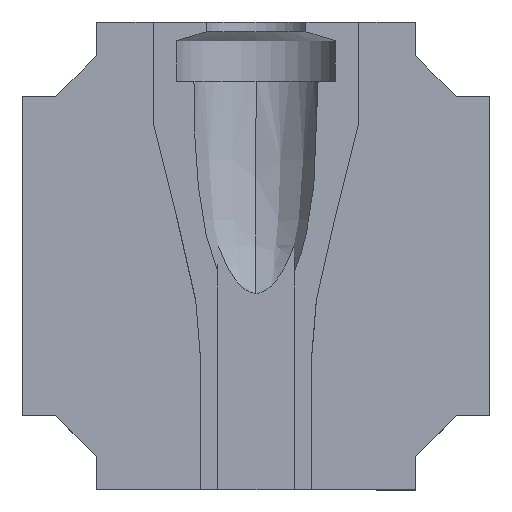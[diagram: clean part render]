
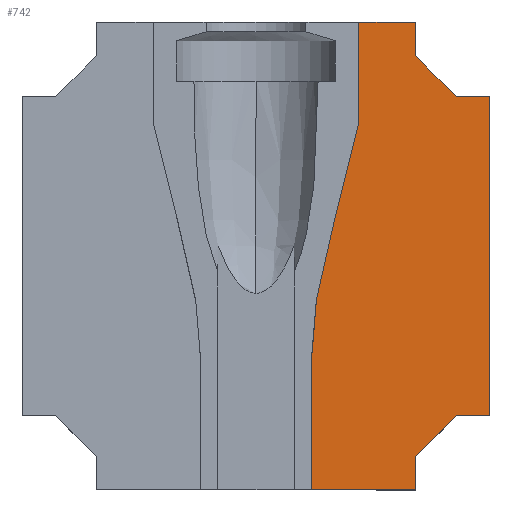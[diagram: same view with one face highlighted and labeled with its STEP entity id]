
A CAD part, top view. The second image highlights one B-rep face of the part: STEP entity #742.
In plain terms, the highlighted planar face has unit normal (0, 0, 1).
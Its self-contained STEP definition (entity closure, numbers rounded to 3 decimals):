
#38=B_SPLINE_CURVE_WITH_KNOTS('',3,(#1456,#1457,#1458,#1459),
 .UNSPECIFIED.,.F.,.F.,(4,4),(-2.,-1.),.UNSPECIFIED.);
#82=FACE_OUTER_BOUND('',#121,.T.);
#121=EDGE_LOOP('',(#654,#655,#656,#657,#658,#659,#660,#661,#662,#663,#664,
#665));
#155=LINE('',#1042,#239);
#158=LINE('',#1047,#242);
#160=LINE('',#1051,#244);
#162=LINE('',#1056,#246);
#165=LINE('',#1061,#249);
#167=LINE('',#1065,#251);
#174=LINE('',#1242,#258);
#201=LINE('',#1368,#285);
#203=LINE('',#1445,#287);
#206=LINE('',#1462,#290);
#207=LINE('',#1467,#291);
#239=VECTOR('',#857,10.);
#242=VECTOR('',#862,10.);
#244=VECTOR('',#866,10.);
#246=VECTOR('',#870,10.);
#249=VECTOR('',#875,10.);
#251=VECTOR('',#879,10.);
#258=VECTOR('',#894,10.);
#285=VECTOR('',#937,10.);
#287=VECTOR('',#955,10.);
#290=VECTOR('',#960,10.);
#291=VECTOR('',#967,10.);
#318=VERTEX_POINT('',#1040);
#319=VERTEX_POINT('',#1041);
#320=VERTEX_POINT('',#1046);
#321=VERTEX_POINT('',#1050);
#322=VERTEX_POINT('',#1054);
#323=VERTEX_POINT('',#1055);
#324=VERTEX_POINT('',#1060);
#325=VERTEX_POINT('',#1064);
#336=VERTEX_POINT('',#1240);
#359=VERTEX_POINT('',#1367);
#360=VERTEX_POINT('',#1444);
#361=VERTEX_POINT('',#1455);
#394=EDGE_CURVE('',#318,#319,#155,.T.);
#397=EDGE_CURVE('',#319,#320,#158,.T.);
#399=EDGE_CURVE('',#320,#321,#160,.T.);
#401=EDGE_CURVE('',#322,#323,#162,.T.);
#404=EDGE_CURVE('',#324,#322,#165,.T.);
#406=EDGE_CURVE('',#325,#324,#167,.T.);
#419=EDGE_CURVE('',#336,#318,#174,.T.);
#454=EDGE_CURVE('',#323,#359,#201,.T.);
#460=EDGE_CURVE('',#336,#360,#203,.T.);
#462=EDGE_CURVE('',#360,#361,#38,.T.);
#464=EDGE_CURVE('',#361,#359,#206,.T.);
#466=EDGE_CURVE('',#321,#325,#207,.T.);
#654=ORIENTED_EDGE('',*,*,#464,.T.);
#655=ORIENTED_EDGE('',*,*,#454,.F.);
#656=ORIENTED_EDGE('',*,*,#401,.F.);
#657=ORIENTED_EDGE('',*,*,#404,.F.);
#658=ORIENTED_EDGE('',*,*,#406,.F.);
#659=ORIENTED_EDGE('',*,*,#466,.F.);
#660=ORIENTED_EDGE('',*,*,#399,.F.);
#661=ORIENTED_EDGE('',*,*,#397,.F.);
#662=ORIENTED_EDGE('',*,*,#394,.F.);
#663=ORIENTED_EDGE('',*,*,#419,.F.);
#664=ORIENTED_EDGE('',*,*,#460,.T.);
#665=ORIENTED_EDGE('',*,*,#462,.T.);
#705=PLANE('',#803);
#742=ADVANCED_FACE('',(#82),#705,.T.);
#803=AXIS2_PLACEMENT_3D('',#1466,#965,#966);
#857=DIRECTION('',(0.,-1.,0.));
#862=DIRECTION('',(0.707,-0.707,0.));
#866=DIRECTION('',(1.,0.,0.));
#870=DIRECTION('',(0.,-1.,0.));
#875=DIRECTION('',(-0.707,-0.707,0.));
#879=DIRECTION('',(-1.,0.,0.));
#894=DIRECTION('',(1.,0.,0.));
#937=DIRECTION('',(-1.,0.,0.));
#955=DIRECTION('',(0.,-1.,0.));
#960=DIRECTION('',(0.,-1.,0.));
#965=DIRECTION('center_axis',(0.,0.,1.));
#966=DIRECTION('ref_axis',(1.,0.,0.));
#967=DIRECTION('',(0.,-1.,0.));
#1040=CARTESIAN_POINT('',(-3.93,45.83,13.));
#1041=CARTESIAN_POINT('',(-3.93,42.255,13.));
#1042=CARTESIAN_POINT('',(-3.93,31.593,13.));
#1046=CARTESIAN_POINT('',(0.395,37.93,13.));
#1047=CARTESIAN_POINT('',(-0.686,39.011,13.));
#1050=CARTESIAN_POINT('',(3.97,37.93,13.));
#1051=CARTESIAN_POINT('',(-8.48,37.93,13.));
#1054=CARTESIAN_POINT('',(-3.93,-0.395,13.));
#1055=CARTESIAN_POINT('',(-3.93,-3.97,13.));
#1056=CARTESIAN_POINT('',(-3.93,8.48,13.));
#1060=CARTESIAN_POINT('',(0.395,3.93,13.));
#1061=CARTESIAN_POINT('',(-2.849,0.686,13.));
#1064=CARTESIAN_POINT('',(3.97,3.93,13.));
#1065=CARTESIAN_POINT('',(-10.267,3.93,13.));
#1240=CARTESIAN_POINT('',(-9.994,45.83,13.));
#1242=CARTESIAN_POINT('',(-12.53,45.83,13.));
#1367=CARTESIAN_POINT('',(-15.051,-3.97,13.));
#1368=CARTESIAN_POINT('',(-12.53,-3.97,13.));
#1444=CARTESIAN_POINT('',(-9.994,35.055,13.));
#1445=CARTESIAN_POINT('',(-9.994,27.993,13.));
#1455=CARTESIAN_POINT('',(-15.051,9.632,13.));
#1456=CARTESIAN_POINT('Ctrl Pts',(-9.994,35.055,13.));
#1457=CARTESIAN_POINT('Ctrl Pts',(-12.268,24.617,13.));
#1458=CARTESIAN_POINT('Ctrl Pts',(-15.051,18.122,13.));
#1459=CARTESIAN_POINT('Ctrl Pts',(-15.051,9.632,13.));
#1462=CARTESIAN_POINT('',(-15.051,8.48,13.));
#1466=CARTESIAN_POINT('Origin',(-20.93,20.93,13.));
#1467=CARTESIAN_POINT('',(3.97,29.33,13.));
